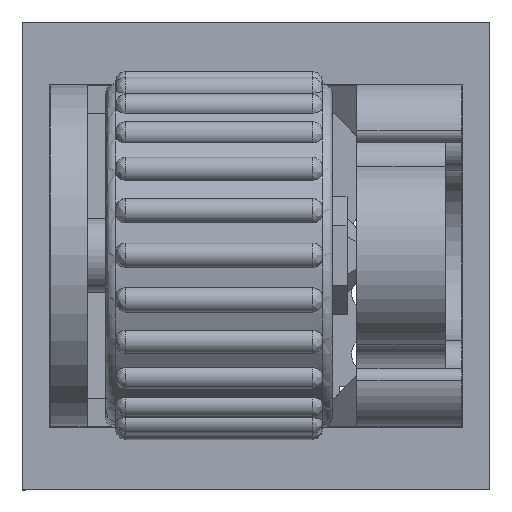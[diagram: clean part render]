
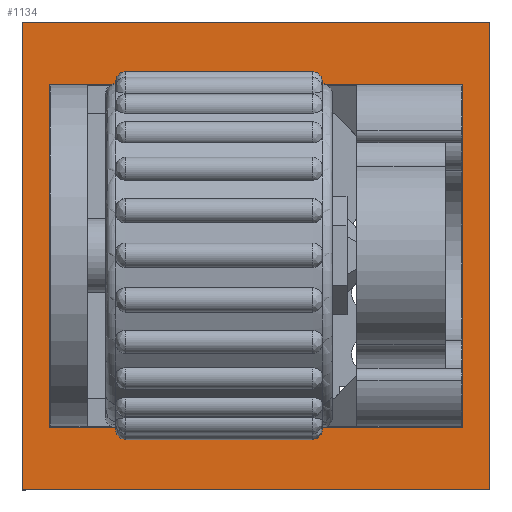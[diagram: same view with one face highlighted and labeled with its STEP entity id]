
A CAD part, top view. The second image highlights one B-rep face of the part: STEP entity #1134.
In plain terms, the highlighted planar face has unit normal (0, 0, 1).
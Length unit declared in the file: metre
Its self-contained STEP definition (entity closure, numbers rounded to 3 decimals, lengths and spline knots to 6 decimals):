
#1134=ADVANCED_FACE('626:266',(#2198,#2199),#2200,.T.);
#2198=FACE_BOUND('',#4898,.T.);
#2199=FACE_OUTER_BOUND('',#4899,.T.);
#2200=PLANE('',#4900);
#4898=EDGE_LOOP('',(#7258,#7259,#7260,#7261));
#4899=EDGE_LOOP('',(#7262,#7263,#7264,#7265));
#4900=AXIS2_PLACEMENT_3D('',#7266,#7267,#7268);
#7258=ORIENTED_EDGE('',*,*,#8681,.T.);
#7259=ORIENTED_EDGE('',*,*,#8682,.T.);
#7260=ORIENTED_EDGE('',*,*,#8683,.T.);
#7261=ORIENTED_EDGE('',*,*,#8684,.T.);
#7262=ORIENTED_EDGE('',*,*,#8685,.F.);
#7263=ORIENTED_EDGE('',*,*,#8686,.F.);
#7264=ORIENTED_EDGE('',*,*,#8687,.F.);
#7265=ORIENTED_EDGE('',*,*,#8673,.F.);
#7266=CARTESIAN_POINT('',(-0.043331,-0.040412,0.005025));
#7267=DIRECTION('',(0.,0.,1.0));
#7268=DIRECTION('',(1.0,0.,0.));
#8673=EDGE_CURVE('626:425',#10153,#10155,#10156,.T.);
#8681=EDGE_CURVE('626:443',#10168,#10169,#10170,.T.);
#8682=EDGE_CURVE('626:434',#10169,#10171,#10172,.T.);
#8683=EDGE_CURVE('626:437',#10171,#10173,#10174,.T.);
#8684=EDGE_CURVE('626:440',#10173,#10168,#10175,.T.);
#8685=EDGE_CURVE('626:428',#10176,#10153,#10177,.T.);
#8686=EDGE_CURVE('626:446',#10178,#10176,#10179,.T.);
#8687=EDGE_CURVE('626:431',#10155,#10178,#10180,.T.);
#10153=VERTEX_POINT('',#12489);
#10155=VERTEX_POINT('',#12492);
#10156=LINE('',#12493,#12494);
#10168=VERTEX_POINT('',#12511);
#10169=VERTEX_POINT('',#12512);
#10170=LINE('',#12513,#12514);
#10171=VERTEX_POINT('',#12515);
#10172=LINE('',#12516,#12517);
#10173=VERTEX_POINT('',#12518);
#10174=LINE('',#12519,#12520);
#10175=LINE('',#12521,#12522);
#10176=VERTEX_POINT('',#12523);
#10177=LINE('',#12524,#12525);
#10178=VERTEX_POINT('',#12526);
#10179=LINE('',#12527,#12528);
#10180=LINE('',#12529,#12530);
#12489=CARTESIAN_POINT('',(0.009525,-0.009525,0.005025));
#12492=CARTESIAN_POINT('',(-0.009525,-0.009525,0.005025));
#12493=CARTESIAN_POINT('',(-0.021665,-0.009525,0.005025));
#12494=VECTOR('',#13907,1.0);
#12511=CARTESIAN_POINT('',(-0.008425,0.007,0.005025));
#12512=CARTESIAN_POINT('',(0.008425,0.007,0.005025));
#12513=CARTESIAN_POINT('',(-0.021665,0.007,0.005025));
#12514=VECTOR('',#13913,1.0);
#12515=CARTESIAN_POINT('',(0.008425,-0.007,0.005025));
#12516=CARTESIAN_POINT('',(0.008425,-0.020156,0.005025));
#12517=VECTOR('',#13914,1.0);
#12518=CARTESIAN_POINT('',(-0.008425,-0.007,0.005025));
#12519=CARTESIAN_POINT('',(-0.021665,-0.007,0.005025));
#12520=VECTOR('',#13915,1.0);
#12521=CARTESIAN_POINT('',(-0.008425,-0.020156,0.005025));
#12522=VECTOR('',#13916,1.0);
#12523=CARTESIAN_POINT('',(0.009525,0.009525,0.005025));
#12524=CARTESIAN_POINT('',(0.009525,-0.020156,0.005025));
#12525=VECTOR('',#13917,1.0);
#12526=CARTESIAN_POINT('',(-0.009525,0.009525,0.005025));
#12527=CARTESIAN_POINT('',(-0.021665,0.009525,0.005025));
#12528=VECTOR('',#13918,1.0);
#12529=CARTESIAN_POINT('',(-0.009525,-0.020156,0.005025));
#12530=VECTOR('',#13919,1.0);
#13907=DIRECTION('',(-1.0,0.,0.));
#13913=DIRECTION('',(1.0,0.,0.));
#13914=DIRECTION('',(0.,-1.0,0.));
#13915=DIRECTION('',(-1.0,0.,0.));
#13916=DIRECTION('',(0.,1.0,0.));
#13917=DIRECTION('',(0.,-1.0,0.));
#13918=DIRECTION('',(1.0,0.,0.));
#13919=DIRECTION('',(0.,1.0,0.));
